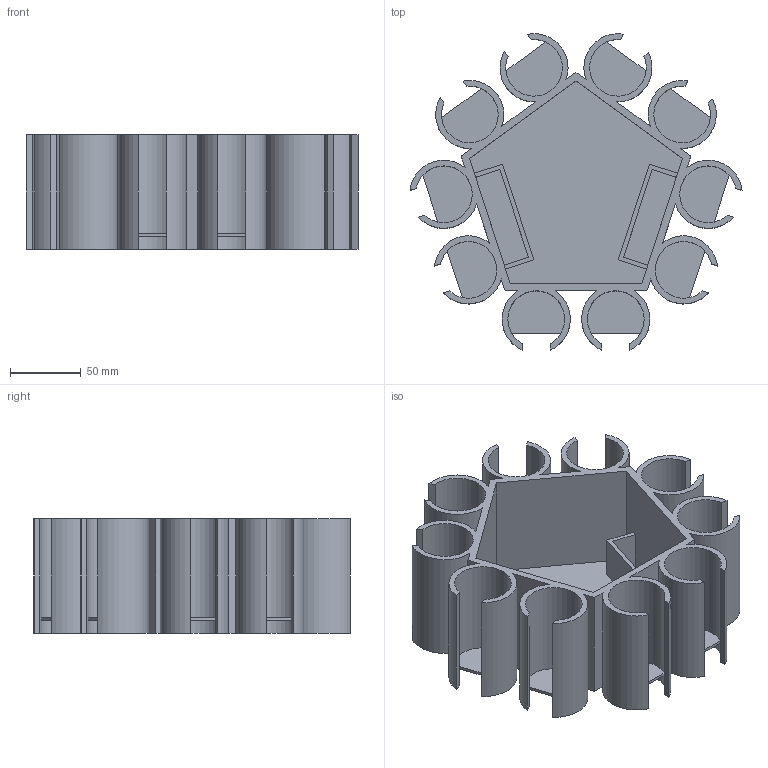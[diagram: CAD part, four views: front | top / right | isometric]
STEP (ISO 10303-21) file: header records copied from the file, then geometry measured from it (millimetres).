
FILE_DESCRIPTION(/* description */ ('STEP AP242','CAx-IF Rec.Pracs.---Representation and Presentation of Product Manufacturing Information (PMI)---4.0---2014-10-13','CAx-IF Rec.Pracs.---3D Tessellated Geometry---0.4---2014-09-14','2;1'),/* implementation_level */ '2;1');
FILE_NAME(/* name */ '6685838850b1f31f33b45b92',/* time_stamp */ '2024-07-03T16:59:53Z',/* author */ (''),/* organization */ (''),/* preprocessor_version */ 'ST-DEVELOPER v20',/* originating_system */ ' ',/* authorisation */ ' ');
FILE_SCHEMA (('AP242_MANAGED_MODEL_BASED_3D_ENGINEERING_MIM_LF { 1 0 10303 442 1 1 4 }'));
Length unit declared in the file: metre
Products named in the file (1): Part 1
Bounding box: 233.93 x 222.95 x 81 mm (x, y, z)
Volume: 630167.8 mm3; surface area: 302648.2 mm2
Topology: 1 solids, 1 shells, 119 faces, 318 edges, 212 vertices
Faces by surface type: plane 89, cylinder 30
Entity records: 3734 total; most frequent: CARTESIAN_POINT 650, DIRECTION 638, ORIENTED_EDGE 636, EDGE_CURVE 318, LINE 238, VECTOR 238, VERTEX_POINT 212, AXIS2_PLACEMENT_3D 200
